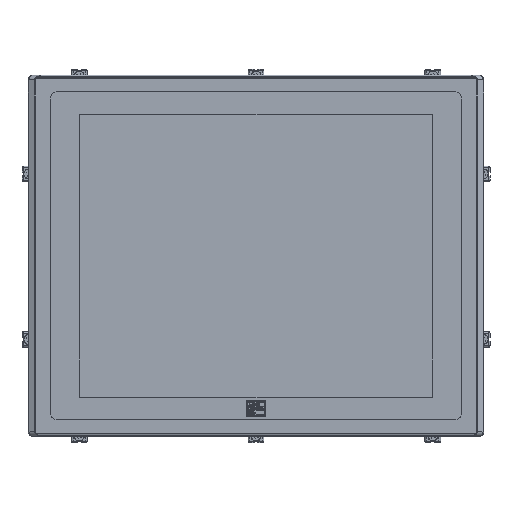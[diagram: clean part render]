
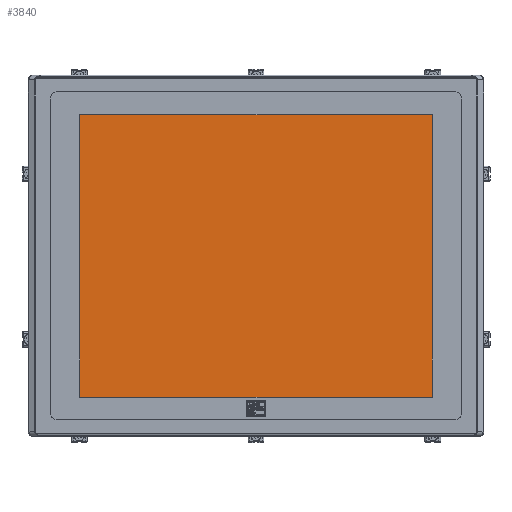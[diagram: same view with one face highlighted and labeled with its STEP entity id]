
A CAD part, top view. The second image highlights one B-rep face of the part: STEP entity #3840.
In plain terms, the highlighted planar face has unit normal (0, 0, 1).
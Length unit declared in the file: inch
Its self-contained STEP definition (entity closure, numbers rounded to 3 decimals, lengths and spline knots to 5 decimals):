
#88 = DIRECTION ( 'NONE',  ( -1., 0., 0. ) ) ;
#3522 = VERTEX_POINT ( 'NONE', #15786 ) ;
#3840 = ADVANCED_FACE ( 'NONE', ( #30584 ), #71206, .F. ) ;
#8291 = AXIS2_PLACEMENT_3D ( 'NONE', #56612, #81455, #88 ) ;
#10164 = CARTESIAN_POINT ( 'NONE',  ( -6.69094, -5.36024, 0.30696 ) ) ;
#13723 = ORIENTED_EDGE ( 'NONE', *, *, #63010, .T. ) ;
#15786 = CARTESIAN_POINT ( 'NONE',  ( 6.69094, 5.36024, 0.30696 ) ) ;
#21048 = VECTOR ( 'NONE', #24743, 39.37008 ) ;
#24743 = DIRECTION ( 'NONE',  ( 0., 1., 0. ) ) ;
#30352 = DIRECTION ( 'NONE',  ( 0., -1., 0. ) ) ;
#30584 = FACE_OUTER_BOUND ( 'NONE', #72965, .T. ) ;
#42852 = CARTESIAN_POINT ( 'NONE',  ( -6.69094, -5.36024, 0.30696 ) ) ;
#45901 = ORIENTED_EDGE ( 'NONE', *, *, #78165, .T. ) ;
#46505 = VECTOR ( 'NONE', #30352, 39.37008 ) ;
#48428 = VECTOR ( 'NONE', #52661, 39.37008 ) ;
#51467 = LINE ( 'NONE', #10164, #101519 ) ;
#52577 = VERTEX_POINT ( 'NONE', #42852 ) ;
#52661 = DIRECTION ( 'NONE',  ( -1., 0., 0. ) ) ;
#52682 = CARTESIAN_POINT ( 'NONE',  ( -6.69094, -5.36024, 0.30696 ) ) ;
#55655 = ORIENTED_EDGE ( 'NONE', *, *, #95875, .T. ) ;
#56612 = CARTESIAN_POINT ( 'NONE',  ( 0., 0., 0.30696 ) ) ;
#63010 = EDGE_CURVE ( 'NONE', #3522, #65431, #100299, .T. ) ;
#63599 = ORIENTED_EDGE ( 'NONE', *, *, #65670, .T. ) ;
#65431 = VERTEX_POINT ( 'NONE', #85372 ) ;
#65670 = EDGE_CURVE ( 'NONE', #65431, #52577, #104556, .T. ) ;
#67655 = DIRECTION ( 'NONE',  ( 1., 0., 0. ) ) ;
#71206 = PLANE ( 'NONE',  #8291 ) ;
#72965 = EDGE_LOOP ( 'NONE', ( #45901, #13723, #63599, #55655 ) ) ;
#74638 = CARTESIAN_POINT ( 'NONE',  ( 6.69094, -5.36024, 0.30696 ) ) ;
#78165 = EDGE_CURVE ( 'NONE', #85195, #3522, #81116, .T. ) ;
#81116 = LINE ( 'NONE', #74638, #21048 ) ;
#81455 = DIRECTION ( 'NONE',  ( 0., 0., -1. ) ) ;
#85195 = VERTEX_POINT ( 'NONE', #96884 ) ;
#85372 = CARTESIAN_POINT ( 'NONE',  ( -6.69094, 5.36024, 0.30696 ) ) ;
#93307 = CARTESIAN_POINT ( 'NONE',  ( -6.69094, 5.36024, 0.30696 ) ) ;
#95875 = EDGE_CURVE ( 'NONE', #52577, #85195, #51467, .T. ) ;
#96884 = CARTESIAN_POINT ( 'NONE',  ( 6.69094, -5.36024, 0.30696 ) ) ;
#100299 = LINE ( 'NONE', #93307, #48428 ) ;
#101519 = VECTOR ( 'NONE', #67655, 39.37008 ) ;
#104556 = LINE ( 'NONE', #52682, #46505 ) ;
